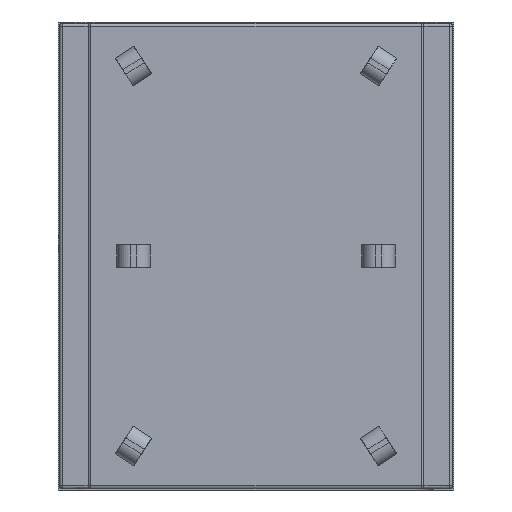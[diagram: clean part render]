
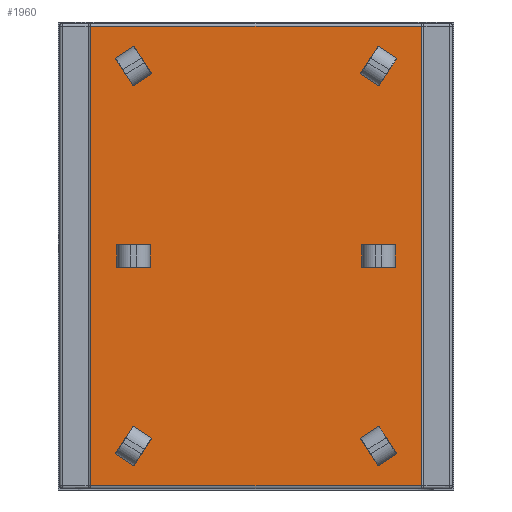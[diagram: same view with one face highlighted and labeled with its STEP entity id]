
A CAD part, front view. The second image highlights one B-rep face of the part: STEP entity #1960.
In plain terms, the highlighted planar face has unit normal (0, -1, 0).
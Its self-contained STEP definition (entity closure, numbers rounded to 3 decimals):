
#69=DIRECTION('',(-0.542,0.,0.84));
#70=VECTOR('',#69,1.2);
#71=CARTESIAN_POINT('',(5.111,0.,-7.187));
#72=LINE('',#71,#70);
#73=DIRECTION('',(-0.84,0.,-0.542));
#74=VECTOR('',#73,0.8);
#75=CARTESIAN_POINT('',(4.461,0.,-6.179));
#76=LINE('',#75,#74);
#77=DIRECTION('',(0.542,0.,-0.84));
#78=VECTOR('',#77,1.2);
#79=CARTESIAN_POINT('',(3.789,0.,-6.613));
#80=LINE('',#79,#78);
#81=DIRECTION('',(0.84,0.,0.542));
#82=VECTOR('',#81,0.8);
#83=CARTESIAN_POINT('',(4.439,0.,-7.621));
#84=LINE('',#83,#82);
#85=DIRECTION('',(-0.542,0.,-0.84));
#86=VECTOR('',#85,1.2);
#87=CARTESIAN_POINT('',(4.439,0.,7.621));
#88=LINE('',#87,#86);
#89=DIRECTION('',(0.84,0.,-0.542));
#90=VECTOR('',#89,0.8);
#91=CARTESIAN_POINT('',(3.789,0.,6.613));
#92=LINE('',#91,#90);
#93=DIRECTION('',(0.542,0.,0.84));
#94=VECTOR('',#93,1.2);
#95=CARTESIAN_POINT('',(4.461,0.,6.179));
#96=LINE('',#95,#94);
#97=DIRECTION('',(-0.84,0.,0.542));
#98=VECTOR('',#97,0.8);
#99=CARTESIAN_POINT('',(5.111,0.,7.187));
#100=LINE('',#99,#98);
#101=DIRECTION('',(1.,0.,0.));
#102=VECTOR('',#101,1.2);
#103=CARTESIAN_POINT('',(3.85,0.,-0.4));
#104=LINE('',#103,#102);
#105=DIRECTION('',(0.,0.,1.));
#106=VECTOR('',#105,0.8);
#107=CARTESIAN_POINT('',(5.05,0.,-0.4));
#108=LINE('',#107,#106);
#109=DIRECTION('',(-1.,0.,0.));
#110=VECTOR('',#109,1.2);
#111=CARTESIAN_POINT('',(5.05,0.,0.4));
#112=LINE('',#111,#110);
#113=DIRECTION('',(0.,0.,-1.));
#114=VECTOR('',#113,0.8);
#115=CARTESIAN_POINT('',(3.85,0.,0.4));
#116=LINE('',#115,#114);
#117=DIRECTION('',(0.542,0.,0.84));
#118=VECTOR('',#117,1.2);
#119=CARTESIAN_POINT('',(-5.111,0.,-7.187));
#120=LINE('',#119,#118);
#121=DIRECTION('',(-0.84,0.,0.542));
#122=VECTOR('',#121,0.8);
#123=CARTESIAN_POINT('',(-4.439,0.,-7.621));
#124=LINE('',#123,#122);
#125=DIRECTION('',(-0.542,0.,-0.84));
#126=VECTOR('',#125,1.2);
#127=CARTESIAN_POINT('',(-3.789,0.,-6.613));
#128=LINE('',#127,#126);
#129=DIRECTION('',(0.84,0.,-0.542));
#130=VECTOR('',#129,0.8);
#131=CARTESIAN_POINT('',(-4.461,0.,-6.179));
#132=LINE('',#131,#130);
#133=DIRECTION('',(0.542,0.,-0.84));
#134=VECTOR('',#133,1.2);
#135=CARTESIAN_POINT('',(-4.439,0.,7.621));
#136=LINE('',#135,#134);
#137=DIRECTION('',(0.84,0.,0.542));
#138=VECTOR('',#137,0.8);
#139=CARTESIAN_POINT('',(-5.111,0.,7.187));
#140=LINE('',#139,#138);
#141=DIRECTION('',(-0.542,0.,0.84));
#142=VECTOR('',#141,1.2);
#143=CARTESIAN_POINT('',(-4.461,0.,6.179));
#144=LINE('',#143,#142);
#145=DIRECTION('',(-0.84,0.,-0.542));
#146=VECTOR('',#145,0.8);
#147=CARTESIAN_POINT('',(-3.789,0.,6.613));
#148=LINE('',#147,#146);
#149=DIRECTION('',(-1.,0.,0.));
#150=VECTOR('',#149,1.2);
#151=CARTESIAN_POINT('',(-3.85,0.,-0.4));
#152=LINE('',#151,#150);
#153=DIRECTION('',(0.,0.,-1.));
#154=VECTOR('',#153,0.8);
#155=CARTESIAN_POINT('',(-3.85,0.,0.4));
#156=LINE('',#155,#154);
#157=DIRECTION('',(1.,0.,0.));
#158=VECTOR('',#157,1.2);
#159=CARTESIAN_POINT('',(-5.05,0.,0.4));
#160=LINE('',#159,#158);
#161=DIRECTION('',(0.,0.,1.));
#162=VECTOR('',#161,0.8);
#163=CARTESIAN_POINT('',(-5.05,0.,-0.4));
#164=LINE('',#163,#162);
#165=DIRECTION('',(-1.,0.,0.));
#166=VECTOR('',#165,12.);
#167=CARTESIAN_POINT('',(6.,0.,8.35));
#168=LINE('',#167,#166);
#169=DIRECTION('',(0.,0.,1.));
#170=VECTOR('',#169,16.7);
#171=CARTESIAN_POINT('',(6.,0.,-8.35));
#172=LINE('',#171,#170);
#173=DIRECTION('',(1.,0.,0.));
#174=VECTOR('',#173,12.);
#175=CARTESIAN_POINT('',(-6.,0.,-8.35));
#176=LINE('',#175,#174);
#177=DIRECTION('',(0.,0.,-1.));
#178=VECTOR('',#177,16.7);
#179=CARTESIAN_POINT('',(-6.,0.,8.35));
#180=LINE('',#179,#178);
#1637=CARTESIAN_POINT('',(5.111,0.,-7.187));
#1638=CARTESIAN_POINT('',(4.461,0.,-6.179));
#1639=VERTEX_POINT('',#1637);
#1640=VERTEX_POINT('',#1638);
#1641=CARTESIAN_POINT('',(3.789,0.,-6.613));
#1642=VERTEX_POINT('',#1641);
#1643=CARTESIAN_POINT('',(4.439,0.,-7.621));
#1644=VERTEX_POINT('',#1643);
#1645=CARTESIAN_POINT('',(4.439,0.,7.621));
#1646=CARTESIAN_POINT('',(3.789,0.,6.613));
#1647=VERTEX_POINT('',#1645);
#1648=VERTEX_POINT('',#1646);
#1649=CARTESIAN_POINT('',(4.461,0.,6.179));
#1650=VERTEX_POINT('',#1649);
#1651=CARTESIAN_POINT('',(5.111,0.,7.187));
#1652=VERTEX_POINT('',#1651);
#1653=CARTESIAN_POINT('',(3.85,0.,-0.4));
#1654=CARTESIAN_POINT('',(5.05,0.,-0.4));
#1655=VERTEX_POINT('',#1653);
#1656=VERTEX_POINT('',#1654);
#1657=CARTESIAN_POINT('',(5.05,0.,0.4));
#1658=VERTEX_POINT('',#1657);
#1659=CARTESIAN_POINT('',(3.85,0.,0.4));
#1660=VERTEX_POINT('',#1659);
#1709=CARTESIAN_POINT('',(-5.111,0.,-7.187));
#1710=CARTESIAN_POINT('',(-4.461,0.,-6.179));
#1711=VERTEX_POINT('',#1709);
#1712=VERTEX_POINT('',#1710);
#1713=CARTESIAN_POINT('',(-3.789,0.,-6.613));
#1714=VERTEX_POINT('',#1713);
#1715=CARTESIAN_POINT('',(-4.439,0.,-7.621));
#1716=VERTEX_POINT('',#1715);
#1717=CARTESIAN_POINT('',(-4.439,0.,7.621));
#1718=CARTESIAN_POINT('',(-3.789,0.,6.613));
#1719=VERTEX_POINT('',#1717);
#1720=VERTEX_POINT('',#1718);
#1721=CARTESIAN_POINT('',(-4.461,0.,6.179));
#1722=VERTEX_POINT('',#1721);
#1723=CARTESIAN_POINT('',(-5.111,0.,7.187));
#1724=VERTEX_POINT('',#1723);
#1725=CARTESIAN_POINT('',(-3.85,0.,-0.4));
#1726=CARTESIAN_POINT('',(-5.05,0.,-0.4));
#1727=VERTEX_POINT('',#1725);
#1728=VERTEX_POINT('',#1726);
#1729=CARTESIAN_POINT('',(-5.05,0.,0.4));
#1730=VERTEX_POINT('',#1729);
#1731=CARTESIAN_POINT('',(-3.85,0.,0.4));
#1732=VERTEX_POINT('',#1731);
#1805=CARTESIAN_POINT('',(6.,0.,8.35));
#1806=CARTESIAN_POINT('',(-6.,0.,8.35));
#1807=VERTEX_POINT('',#1805);
#1808=VERTEX_POINT('',#1806);
#1813=CARTESIAN_POINT('',(-6.,0.,-8.35));
#1814=VERTEX_POINT('',#1813);
#1823=CARTESIAN_POINT('',(6.,0.,-8.35));
#1824=VERTEX_POINT('',#1823);
#1885=CARTESIAN_POINT('',(0.,0.,0.));
#1886=DIRECTION('',(0.,1.,0.));
#1887=DIRECTION('',(1.,0.,0.));
#1888=AXIS2_PLACEMENT_3D('',#1885,#1886,#1887);
#1889=PLANE('',#1888);
#1891=ORIENTED_EDGE('',*,*,#1890,.F.);
#1893=ORIENTED_EDGE('',*,*,#1892,.F.);
#1895=ORIENTED_EDGE('',*,*,#1894,.F.);
#1897=ORIENTED_EDGE('',*,*,#1896,.F.);
#1898=EDGE_LOOP('',(#1891,#1893,#1895,#1897));
#1899=FACE_OUTER_BOUND('',#1898,.F.);
#1901=ORIENTED_EDGE('',*,*,#1900,.T.);
#1903=ORIENTED_EDGE('',*,*,#1902,.T.);
#1905=ORIENTED_EDGE('',*,*,#1904,.T.);
#1907=ORIENTED_EDGE('',*,*,#1906,.T.);
#1908=EDGE_LOOP('',(#1901,#1903,#1905,#1907));
#1909=FACE_BOUND('',#1908,.F.);
#1911=ORIENTED_EDGE('',*,*,#1910,.T.);
#1913=ORIENTED_EDGE('',*,*,#1912,.T.);
#1915=ORIENTED_EDGE('',*,*,#1914,.T.);
#1917=ORIENTED_EDGE('',*,*,#1916,.T.);
#1918=EDGE_LOOP('',(#1911,#1913,#1915,#1917));
#1919=FACE_BOUND('',#1918,.F.);
#1921=ORIENTED_EDGE('',*,*,#1920,.F.);
#1923=ORIENTED_EDGE('',*,*,#1922,.F.);
#1925=ORIENTED_EDGE('',*,*,#1924,.F.);
#1927=ORIENTED_EDGE('',*,*,#1926,.F.);
#1928=EDGE_LOOP('',(#1921,#1923,#1925,#1927));
#1929=FACE_BOUND('',#1928,.F.);
#1931=ORIENTED_EDGE('',*,*,#1930,.F.);
#1933=ORIENTED_EDGE('',*,*,#1932,.F.);
#1935=ORIENTED_EDGE('',*,*,#1934,.F.);
#1937=ORIENTED_EDGE('',*,*,#1936,.F.);
#1938=EDGE_LOOP('',(#1931,#1933,#1935,#1937));
#1939=FACE_BOUND('',#1938,.F.);
#1941=ORIENTED_EDGE('',*,*,#1940,.F.);
#1943=ORIENTED_EDGE('',*,*,#1942,.F.);
#1945=ORIENTED_EDGE('',*,*,#1944,.F.);
#1947=ORIENTED_EDGE('',*,*,#1946,.F.);
#1948=EDGE_LOOP('',(#1941,#1943,#1945,#1947));
#1949=FACE_BOUND('',#1948,.F.);
#1951=ORIENTED_EDGE('',*,*,#1950,.T.);
#1953=ORIENTED_EDGE('',*,*,#1952,.T.);
#1955=ORIENTED_EDGE('',*,*,#1954,.T.);
#1957=ORIENTED_EDGE('',*,*,#1956,.T.);
#1958=EDGE_LOOP('',(#1951,#1953,#1955,#1957));
#1959=FACE_BOUND('',#1958,.F.);
#1960=ADVANCED_FACE('',(#1899,#1909,#1919,#1929,#1939,#1949,#1959),#1889,.F.);
#1890=EDGE_CURVE('',#1807,#1808,#168,.T.);
#1892=EDGE_CURVE('',#1824,#1807,#172,.T.);
#1894=EDGE_CURVE('',#1814,#1824,#176,.T.);
#1896=EDGE_CURVE('',#1808,#1814,#180,.T.);
#1900=EDGE_CURVE('',#1647,#1648,#88,.T.);
#1902=EDGE_CURVE('',#1648,#1650,#92,.T.);
#1904=EDGE_CURVE('',#1650,#1652,#96,.T.);
#1906=EDGE_CURVE('',#1652,#1647,#100,.T.);
#1910=EDGE_CURVE('',#1655,#1656,#104,.T.);
#1912=EDGE_CURVE('',#1656,#1658,#108,.T.);
#1914=EDGE_CURVE('',#1658,#1660,#112,.T.);
#1916=EDGE_CURVE('',#1660,#1655,#116,.T.);
#1920=EDGE_CURVE('',#1711,#1712,#120,.T.);
#1922=EDGE_CURVE('',#1716,#1711,#124,.T.);
#1924=EDGE_CURVE('',#1714,#1716,#128,.T.);
#1926=EDGE_CURVE('',#1712,#1714,#132,.T.);
#1930=EDGE_CURVE('',#1719,#1720,#136,.T.);
#1932=EDGE_CURVE('',#1724,#1719,#140,.T.);
#1934=EDGE_CURVE('',#1722,#1724,#144,.T.);
#1936=EDGE_CURVE('',#1720,#1722,#148,.T.);
#1940=EDGE_CURVE('',#1727,#1728,#152,.T.);
#1942=EDGE_CURVE('',#1732,#1727,#156,.T.);
#1944=EDGE_CURVE('',#1730,#1732,#160,.T.);
#1946=EDGE_CURVE('',#1728,#1730,#164,.T.);
#1950=EDGE_CURVE('',#1639,#1640,#72,.T.);
#1952=EDGE_CURVE('',#1640,#1642,#76,.T.);
#1954=EDGE_CURVE('',#1642,#1644,#80,.T.);
#1956=EDGE_CURVE('',#1644,#1639,#84,.T.);
